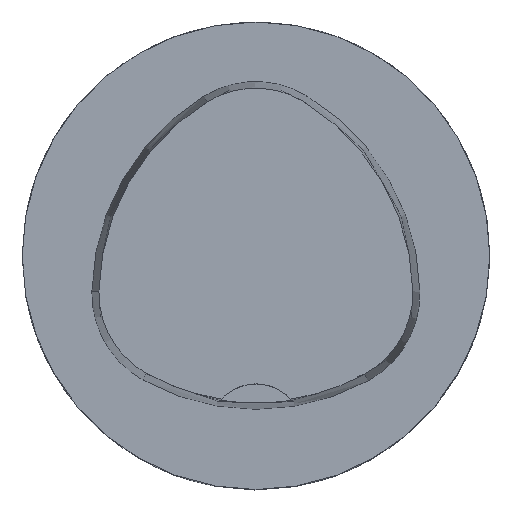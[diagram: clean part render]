
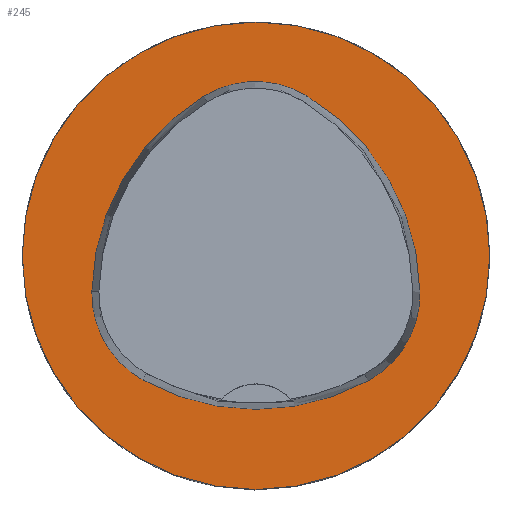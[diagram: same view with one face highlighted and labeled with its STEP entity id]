
A CAD part, top view. The second image highlights one B-rep face of the part: STEP entity #245.
In plain terms, the highlighted planar face has unit normal (0, 0, 1).
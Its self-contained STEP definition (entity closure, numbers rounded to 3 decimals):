
#245=ADVANCED_FACE('',(#511,#512),#307,.T.);
#307=PLANE('',#1487);
#511=FACE_BOUND('',#556,.T.);
#512=FACE_BOUND('',#557,.T.);
#556=EDGE_LOOP('',(#773,#774,#775,#776,#777,#778));
#557=EDGE_LOOP('',(#779));
#773=ORIENTED_EDGE('',*,*,#1200,.T.);
#774=ORIENTED_EDGE('',*,*,#1180,.T.);
#775=ORIENTED_EDGE('',*,*,#1184,.T.);
#776=ORIENTED_EDGE('',*,*,#1187,.T.);
#777=ORIENTED_EDGE('',*,*,#1190,.T.);
#778=ORIENTED_EDGE('',*,*,#1198,.T.);
#779=ORIENTED_EDGE('',*,*,#1203,.F.);
#1043=VERTEX_POINT('',#2310);
#1044=VERTEX_POINT('',#2311);
#1047=VERTEX_POINT('',#2319);
#1049=VERTEX_POINT('',#2325);
#1051=VERTEX_POINT('',#2331);
#1058=VERTEX_POINT('',#2352);
#1059=VERTEX_POINT('',#2362);
#1180=EDGE_CURVE('',#1043,#1044,#1295,.T.);
#1184=EDGE_CURVE('',#1044,#1047,#1297,.T.);
#1187=EDGE_CURVE('',#1047,#1049,#1299,.T.);
#1190=EDGE_CURVE('',#1049,#1051,#1301,.T.);
#1198=EDGE_CURVE('',#1051,#1058,#1305,.T.);
#1200=EDGE_CURVE('',#1058,#1043,#1307,.T.);
#1203=EDGE_CURVE('',#1059,#1059,#1310,.T.);
#1295=CIRCLE('',#1464,20.);
#1297=CIRCLE('',#1467,8.5);
#1299=CIRCLE('',#1470,20.);
#1301=CIRCLE('',#1473,8.5);
#1305=CIRCLE('',#1478,20.);
#1307=CIRCLE('',#1481,8.5);
#1310=CIRCLE('',#1486,20.);
#1464=AXIS2_PLACEMENT_3D('',#2309,#1721,#1722);
#1467=AXIS2_PLACEMENT_3D('',#2318,#1729,#1730);
#1470=AXIS2_PLACEMENT_3D('',#2324,#1736,#1737);
#1473=AXIS2_PLACEMENT_3D('',#2330,#1743,#1744);
#1478=AXIS2_PLACEMENT_3D('',#2353,#1755,#1756);
#1481=AXIS2_PLACEMENT_3D('',#2356,#1761,#1762);
#1486=AXIS2_PLACEMENT_3D('',#2361,#1771,#1772);
#1487=AXIS2_PLACEMENT_3D('',#2363,#1773,#1774);
#1721=DIRECTION('',(0.,0.,-1.));
#1722=DIRECTION('',(-1.,0.,0.));
#1729=DIRECTION('',(0.,0.,-1.));
#1730=DIRECTION('',(-1.,0.,0.));
#1736=DIRECTION('',(0.,0.,-1.));
#1737=DIRECTION('',(-1.,0.,0.));
#1743=DIRECTION('',(0.,0.,-1.));
#1744=DIRECTION('',(-1.,0.,0.));
#1755=DIRECTION('',(0.,0.,-1.));
#1756=DIRECTION('',(-1.,0.,0.));
#1761=DIRECTION('',(0.,0.,-1.));
#1762=DIRECTION('',(-1.,0.,0.));
#1771=DIRECTION('',(0.,0.,-1.));
#1772=DIRECTION('',(-1.,0.,0.));
#1773=DIRECTION('',(0.,0.,1.));
#1774=DIRECTION('',(1.,0.,0.));
#2309=CARTESIAN_POINT('',(5.955,-3.414,0.));
#2310=CARTESIAN_POINT('',(-14.041,-3.042,0.));
#2311=CARTESIAN_POINT('',(-4.472,13.653,0.));
#2318=CARTESIAN_POINT('',(-0.04,6.4,0.));
#2319=CARTESIAN_POINT('',(4.347,13.68,0.));
#2324=CARTESIAN_POINT('',(-5.976,-3.45,0.));
#2325=CARTESIAN_POINT('',(14.021,-3.075,0.));
#2330=CARTESIAN_POINT('',(5.522,-3.235,0.));
#2331=CARTESIAN_POINT('',(9.588,-10.699,0.));
#2352=CARTESIAN_POINT('',(-9.655,-10.639,0.));
#2353=CARTESIAN_POINT('',(0.022,6.864,0.));
#2356=CARTESIAN_POINT('',(-5.543,-3.2,0.));
#2361=CARTESIAN_POINT('',(0.,0.,
0.));
#2362=CARTESIAN_POINT('',(-20.,0.,0.));
#2363=CARTESIAN_POINT('',(0.,0.,
0.));
